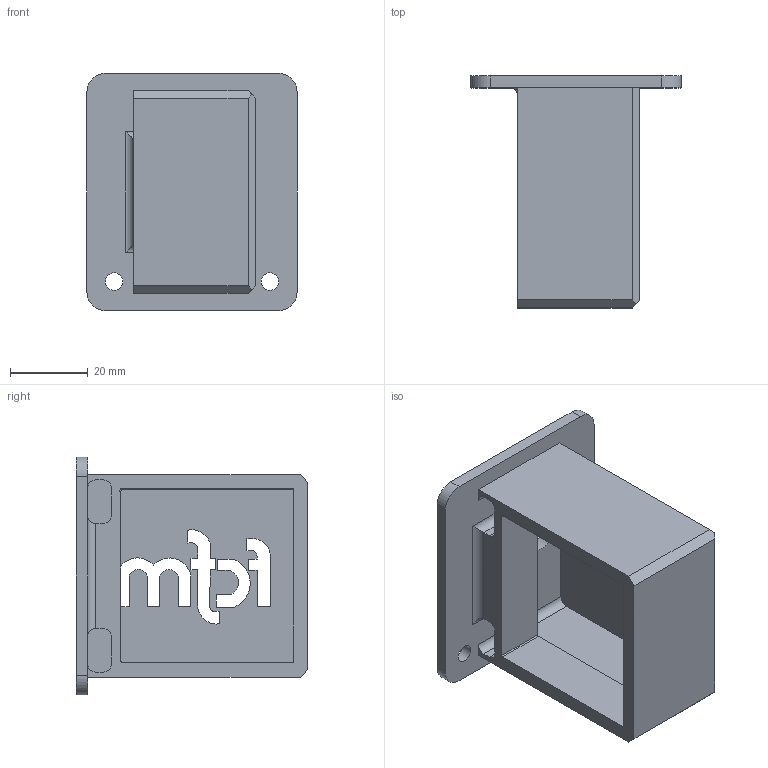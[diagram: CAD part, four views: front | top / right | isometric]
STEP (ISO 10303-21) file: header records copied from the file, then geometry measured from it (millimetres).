
FILE_DESCRIPTION(/* description */ ('Unknown'),/* implementation_level */ '2;1');
FILE_NAME(/* name */ 'Soporte_control_atras',/* time_stamp */ '2020-06-23T00:16:23-04:00',/* author */ ('Unknown'),/* organization */ ('Unknown'),/* preprocessor_version */ 'ST-DEVELOPER v16.7',/* originating_system */ 'DEX',/* authorisation */ $);
FILE_SCHEMA (('AUTOMOTIVE_DESIGN {1 0 10303 214 3 1 1}'));
Length unit declared in the file: millimetre
Products named in the file (1): case2.2
Bounding box: 54 x 59.5 x 61 mm (x, y, z)
Volume: 27599.3 mm3; surface area: 23878 mm2
Topology: 1 solids, 1 shells, 99 faces, 289 edges, 192 vertices
Faces by surface type: plane 66, cylinder 32, torus 1
Full cylindrical faces by diameter (mm): 4.5 x2, 8 x1
Entity records: 3313 total; most frequent: CARTESIAN_POINT 579, ORIENTED_EDGE 570, DIRECTION 547, EDGE_CURVE 285, LINE 221, VECTOR 221, VERTEX_POINT 191, AXIS2_PLACEMENT_3D 163
